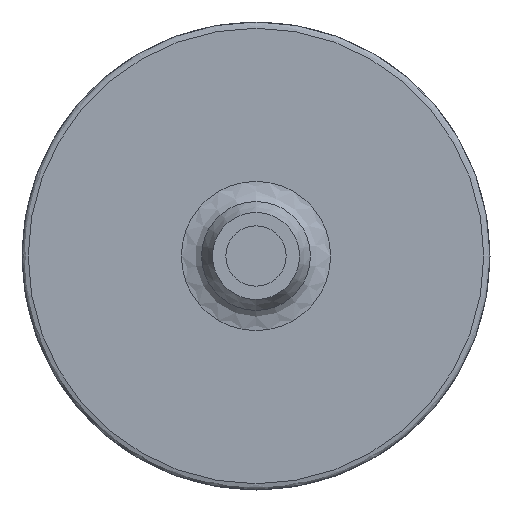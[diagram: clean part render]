
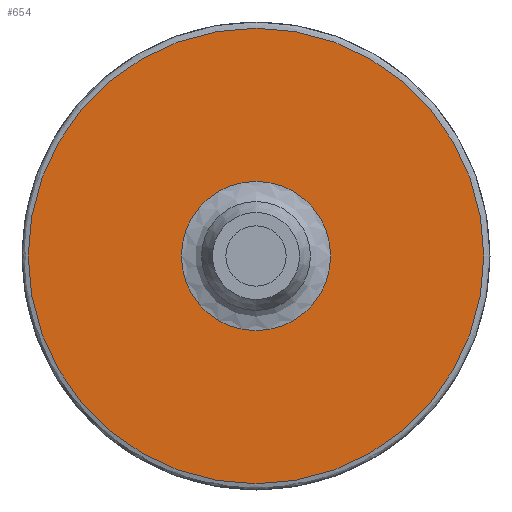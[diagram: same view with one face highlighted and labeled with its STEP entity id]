
A CAD part, front view. The second image highlights one B-rep face of the part: STEP entity #654.
In plain terms, the highlighted planar face has unit normal (0, -1, 0).
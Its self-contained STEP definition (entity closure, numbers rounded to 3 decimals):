
#465 = SURFACE_OF_REVOLUTION('',#466,#471);
#466 = CIRCLE('',#467,0.254);
#467 = AXIS2_PLACEMENT_3D('',#468,#469,#470);
#468 = CARTESIAN_POINT('',(0.,-2.057,9.309));
#469 = DIRECTION('',(1.,0.,0.));
#470 = DIRECTION('',(0.,1.,0.));
#471 = AXIS1_PLACEMENT('',#472,#473);
#472 = CARTESIAN_POINT('',(0.,0.,0.));
#473 = DIRECTION('',(0.,-1.,0.));
#541 = VERTEX_POINT('',#542);
#542 = CARTESIAN_POINT('',(0.,-2.311,9.309));
#564 = EDGE_CURVE('',#541,#541,#565,.T.);
#565 = SURFACE_CURVE('',#566,(#571,#578),.PCURVE_S1.);
#566 = CIRCLE('',#567,9.309);
#567 = AXIS2_PLACEMENT_3D('',#568,#569,#570);
#568 = CARTESIAN_POINT('',(0.,-2.311,0.
    ));
#569 = DIRECTION('',(0.,-1.,0.));
#570 = DIRECTION('',(0.,0.,1.));
#571 = PCURVE('',#465,#572);
#572 = DEFINITIONAL_REPRESENTATION('',(#573),#577);
#573 = LINE('',#574,#575);
#574 = CARTESIAN_POINT('',(0.,3.142));
#575 = VECTOR('',#576,1.);
#576 = DIRECTION('',(1.,0.));
#577 = ( GEOMETRIC_REPRESENTATION_CONTEXT(2) 
PARAMETRIC_REPRESENTATION_CONTEXT() REPRESENTATION_CONTEXT('2D SPACE',''
  ) );
#578 = PCURVE('',#579,#584);
#579 = PLANE('',#580);
#580 = AXIS2_PLACEMENT_3D('',#581,#582,#583);
#581 = CARTESIAN_POINT('',(0.,-2.311,0.
    ));
#582 = DIRECTION('',(0.,1.,0.));
#583 = DIRECTION('',(0.,0.,-1.));
#584 = DEFINITIONAL_REPRESENTATION('',(#585),#593);
#585 = ( BOUNDED_CURVE() B_SPLINE_CURVE(2,(#586,#587,#588,#589,#590,#591
,#592),.UNSPECIFIED.,.T.,.F.) B_SPLINE_CURVE_WITH_KNOTS((1,2,2,2,2,1),(
    -2.094,0.,2.094,4.189,6.283,
8.378),.UNSPECIFIED.) CURVE() GEOMETRIC_REPRESENTATION_ITEM() 
RATIONAL_B_SPLINE_CURVE((1.,0.5,1.,0.5,1.,0.5,1.)) REPRESENTATION_ITEM(
  '') );
#586 = CARTESIAN_POINT('',(-9.309,0.));
#587 = CARTESIAN_POINT('',(-9.309,16.124));
#588 = CARTESIAN_POINT('',(4.655,8.062));
#589 = CARTESIAN_POINT('',(18.618,0.));
#590 = CARTESIAN_POINT('',(4.655,-8.062));
#591 = CARTESIAN_POINT('',(-9.309,-16.124));
#592 = CARTESIAN_POINT('',(-9.309,0.));
#593 = ( GEOMETRIC_REPRESENTATION_CONTEXT(2) 
PARAMETRIC_REPRESENTATION_CONTEXT() REPRESENTATION_CONTEXT('2D SPACE',''
  ) );
#654 = ADVANCED_FACE('',(#655,#658),#579,.F.);
#655 = FACE_BOUND('',#656,.T.);
#656 = EDGE_LOOP('',(#657));
#657 = ORIENTED_EDGE('',*,*,#564,.T.);
#658 = FACE_BOUND('',#659,.T.);
#659 = EDGE_LOOP('',(#660));
#660 = ORIENTED_EDGE('',*,*,#661,.F.);
#661 = EDGE_CURVE('',#662,#662,#664,.T.);
#662 = VERTEX_POINT('',#663);
#663 = CARTESIAN_POINT('',(0.,-2.311,3.048));
#664 = SURFACE_CURVE('',#665,(#670,#681),.PCURVE_S1.);
#665 = CIRCLE('',#666,3.048);
#666 = AXIS2_PLACEMENT_3D('',#667,#668,#669);
#667 = CARTESIAN_POINT('',(0.,-2.311,0.
    ));
#668 = DIRECTION('',(0.,-1.,0.));
#669 = DIRECTION('',(0.,0.,1.));
#670 = PCURVE('',#579,#671);
#671 = DEFINITIONAL_REPRESENTATION('',(#672),#680);
#672 = ( BOUNDED_CURVE() B_SPLINE_CURVE(2,(#673,#674,#675,#676,#677,#678
,#679),.UNSPECIFIED.,.T.,.F.) B_SPLINE_CURVE_WITH_KNOTS((1,2,2,2,2,1),(
    -2.094,0.,2.094,4.189,6.283,
8.378),.UNSPECIFIED.) CURVE() GEOMETRIC_REPRESENTATION_ITEM() 
RATIONAL_B_SPLINE_CURVE((1.,0.5,1.,0.5,1.,0.5,1.)) REPRESENTATION_ITEM(
  '') );
#673 = CARTESIAN_POINT('',(-3.048,0.));
#674 = CARTESIAN_POINT('',(-3.048,5.279));
#675 = CARTESIAN_POINT('',(1.524,2.64));
#676 = CARTESIAN_POINT('',(6.096,0.));
#677 = CARTESIAN_POINT('',(1.524,-2.64));
#678 = CARTESIAN_POINT('',(-3.048,-5.279));
#679 = CARTESIAN_POINT('',(-3.048,0.));
#680 = ( GEOMETRIC_REPRESENTATION_CONTEXT(2) 
PARAMETRIC_REPRESENTATION_CONTEXT() REPRESENTATION_CONTEXT('2D SPACE',''
  ) );
#681 = PCURVE('',#682,#691);
#682 = SURFACE_OF_REVOLUTION('',#683,#688);
#683 = CIRCLE('',#684,1.143);
#684 = AXIS2_PLACEMENT_3D('',#685,#686,#687);
#685 = CARTESIAN_POINT('',(0.,-3.454,3.048));
#686 = DIRECTION('',(1.,0.,0.));
#687 = DIRECTION('',(0.,1.,0.));
#688 = AXIS1_PLACEMENT('',#689,#690);
#689 = CARTESIAN_POINT('',(0.,0.,0.));
#690 = DIRECTION('',(0.,-1.,0.));
#691 = DEFINITIONAL_REPRESENTATION('',(#692),#696);
#692 = LINE('',#693,#694);
#693 = CARTESIAN_POINT('',(0.,6.283));
#694 = VECTOR('',#695,1.);
#695 = DIRECTION('',(1.,0.));
#696 = ( GEOMETRIC_REPRESENTATION_CONTEXT(2) 
PARAMETRIC_REPRESENTATION_CONTEXT() REPRESENTATION_CONTEXT('2D SPACE',''
  ) );
